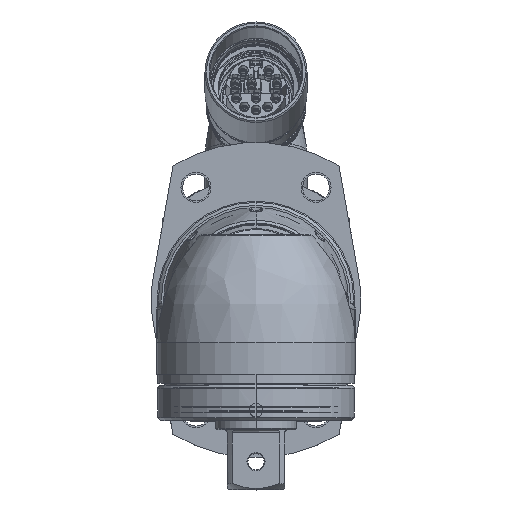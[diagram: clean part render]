
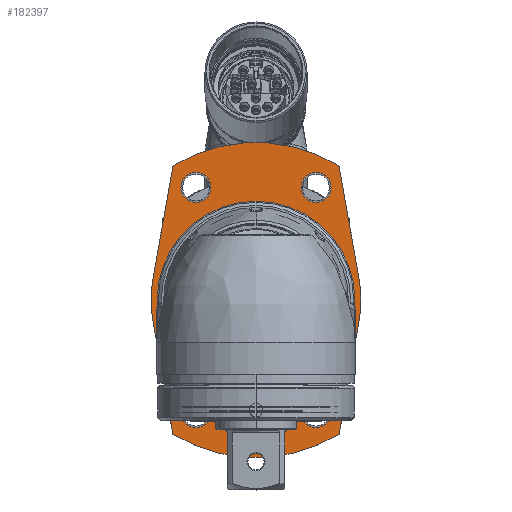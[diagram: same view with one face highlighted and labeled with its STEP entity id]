
A CAD part, top view. The second image highlights one B-rep face of the part: STEP entity #182397.
In plain terms, the highlighted face is planar.
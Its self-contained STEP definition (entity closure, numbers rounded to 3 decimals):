
#169868=DIRECTION('',(0.174,-0.985,0.));
#169869=VECTOR('',#169868,39.131);
#169870=CARTESIAN_POINT('',(-34.468,-6.078,-46.5));
#169871=LINE('',#169870,#169869);
#169875=CARTESIAN_POINT('',(0.,0.,-46.5));
#169876=DIRECTION('',(0.,0.,1.));
#169877=DIRECTION('',(-0.527,-0.85,0.));
#169878=AXIS2_PLACEMENT_3D('',#169875,#169876,#169877);
#169883=DIRECTION('',(0.174,0.985,0.));
#169884=VECTOR('',#169883,39.131);
#169885=CARTESIAN_POINT('',(27.673,-44.614,-46.5));
#169886=LINE('',#169885,#169884);
#169890=CARTESIAN_POINT('',(0.,0.,-46.5));
#169891=DIRECTION('',(0.,0.,1.));
#169892=DIRECTION('',(0.985,-0.174,0.));
#169893=AXIS2_PLACEMENT_3D('',#169890,#169891,#169892);
#169898=DIRECTION('',(-0.174,0.985,0.));
#169899=VECTOR('',#169898,39.131);
#169900=CARTESIAN_POINT('',(34.468,6.078,-46.5));
#169901=LINE('',#169900,#169899);
#169905=CARTESIAN_POINT('',(0.,0.,-46.5));
#169906=DIRECTION('',(0.,0.,1.));
#169907=DIRECTION('',(0.527,0.85,0.));
#169908=AXIS2_PLACEMENT_3D('',#169905,#169906,#169907);
#169913=DIRECTION('',(-0.174,-0.985,0.));
#169914=VECTOR('',#169913,39.131);
#169915=CARTESIAN_POINT('',(-27.673,44.614,-46.5));
#169916=LINE('',#169915,#169914);
#169920=CARTESIAN_POINT('',(0.,0.,-46.5));
#169921=DIRECTION('',(0.,0.,1.));
#169922=DIRECTION('',(-0.985,0.174,0.));
#169923=AXIS2_PLACEMENT_3D('',#169920,#169921,#169922);
#169928=CARTESIAN_POINT('',(20.,37.5,-46.5));
#169929=DIRECTION('',(0.,0.,-1.));
#169930=DIRECTION('',(-1.,0.,0.));
#169931=AXIS2_PLACEMENT_3D('',#169928,#169929,#169930);
#169936=CARTESIAN_POINT('',(20.,37.5,-46.5));
#169937=DIRECTION('',(0.,0.,-1.));
#169938=DIRECTION('',(1.,0.,0.));
#169939=AXIS2_PLACEMENT_3D('',#169936,#169937,#169938);
#169944=CARTESIAN_POINT('',(-20.,37.5,-46.5));
#169945=DIRECTION('',(0.,0.,-1.));
#169946=DIRECTION('',(-1.,0.,0.));
#169947=AXIS2_PLACEMENT_3D('',#169944,#169945,#169946);
#169952=CARTESIAN_POINT('',(-20.,37.5,-46.5));
#169953=DIRECTION('',(0.,0.,-1.));
#169954=DIRECTION('',(1.,0.,0.));
#169955=AXIS2_PLACEMENT_3D('',#169952,#169953,#169954);
#169960=CARTESIAN_POINT('',(20.,-37.5,-46.5));
#169961=DIRECTION('',(0.,0.,-1.));
#169962=DIRECTION('',(-1.,0.,0.));
#169963=AXIS2_PLACEMENT_3D('',#169960,#169961,#169962);
#169968=CARTESIAN_POINT('',(20.,-37.5,-46.5));
#169969=DIRECTION('',(0.,0.,-1.));
#169970=DIRECTION('',(1.,0.,0.));
#169971=AXIS2_PLACEMENT_3D('',#169968,#169969,#169970);
#169976=CARTESIAN_POINT('',(-20.,-37.5,-46.5));
#169977=DIRECTION('',(0.,0.,-1.));
#169978=DIRECTION('',(-1.,0.,0.));
#169979=AXIS2_PLACEMENT_3D('',#169976,#169977,#169978);
#169984=CARTESIAN_POINT('',(-20.,-37.5,-46.5));
#169985=DIRECTION('',(0.,0.,-1.));
#169986=DIRECTION('',(1.,0.,0.));
#169987=AXIS2_PLACEMENT_3D('',#169984,#169985,#169986);
#169992=CARTESIAN_POINT('',(0.,0.,-46.5));
#169993=DIRECTION('',(0.,0.,-1.));
#169994=DIRECTION('',(0.,-1.,0.));
#169995=AXIS2_PLACEMENT_3D('',#169992,#169993,#169994);
#170000=CARTESIAN_POINT('',(0.,0.,-46.5));
#170001=DIRECTION('',(0.,0.,-1.));
#170002=DIRECTION('',(0.,1.,0.));
#170003=AXIS2_PLACEMENT_3D('',#170000,#170001,#170002);
#172443=CARTESIAN_POINT('',(-34.468,-6.078,-46.5));
#172444=CARTESIAN_POINT('',(-27.673,-44.614,-46.5));
#172445=VERTEX_POINT('',#172443);
#172446=VERTEX_POINT('',#172444);
#172447=CARTESIAN_POINT('',(27.673,-44.614,-46.5));
#172448=VERTEX_POINT('',#172447);
#172449=CARTESIAN_POINT('',(34.468,-6.078,-46.5));
#172450=VERTEX_POINT('',#172449);
#172451=CARTESIAN_POINT('',(34.468,6.078,-46.5));
#172452=VERTEX_POINT('',#172451);
#172453=CARTESIAN_POINT('',(27.673,44.614,-46.5));
#172454=VERTEX_POINT('',#172453);
#172455=CARTESIAN_POINT('',(-27.673,44.614,-46.5));
#172456=VERTEX_POINT('',#172455);
#172457=CARTESIAN_POINT('',(-34.468,6.078,-46.5));
#172458=VERTEX_POINT('',#172457);
#172489=CARTESIAN_POINT('',(15.542,37.5,-46.5));
#172490=CARTESIAN_POINT('',(24.459,37.5,-46.5));
#172491=VERTEX_POINT('',#172489);
#172492=VERTEX_POINT('',#172490);
#172541=CARTESIAN_POINT('',(0.,-32.9,-46.5));
#172542=CARTESIAN_POINT('',(0.,32.9,-46.5));
#172543=VERTEX_POINT('',#172541);
#172544=VERTEX_POINT('',#172542);
#172602=CARTESIAN_POINT('',(-24.459,37.5,-46.5));
#172603=CARTESIAN_POINT('',(-15.542,37.5,-46.5));
#172604=VERTEX_POINT('',#172602);
#172605=VERTEX_POINT('',#172603);
#172610=CARTESIAN_POINT('',(15.542,-37.5,-46.5));
#172611=CARTESIAN_POINT('',(24.459,-37.5,-46.5));
#172612=VERTEX_POINT('',#172610);
#172613=VERTEX_POINT('',#172611);
#172618=CARTESIAN_POINT('',(-24.459,-37.5,-46.5));
#172619=CARTESIAN_POINT('',(-15.542,-37.5,-46.5));
#172620=VERTEX_POINT('',#172618);
#172621=VERTEX_POINT('',#172619);
#182345=CARTESIAN_POINT('',(0.,0.,-46.5));
#182346=DIRECTION('',(0.,0.,1.));
#182347=DIRECTION('',(0.,1.,0.));
#182348=AXIS2_PLACEMENT_3D('',#182345,#182346,#182347);
#182349=PLANE('',#182348);
#182351=ORIENTED_EDGE('',*,*,#182350,.T.);
#182353=ORIENTED_EDGE('',*,*,#182352,.T.);
#182355=ORIENTED_EDGE('',*,*,#182354,.T.);
#182357=ORIENTED_EDGE('',*,*,#182356,.T.);
#182359=ORIENTED_EDGE('',*,*,#182358,.T.);
#182361=ORIENTED_EDGE('',*,*,#182360,.T.);
#182363=ORIENTED_EDGE('',*,*,#182362,.T.);
#182365=ORIENTED_EDGE('',*,*,#182364,.T.);
#182366=EDGE_LOOP('',(#182351,#182353,#182355,#182357,#182359,#182361,#182363,
#182365));
#182367=FACE_OUTER_BOUND('',#182366,.F.);
#182369=ORIENTED_EDGE('',*,*,#182368,.T.);
#182371=ORIENTED_EDGE('',*,*,#182370,.T.);
#182372=EDGE_LOOP('',(#182369,#182371));
#182373=FACE_BOUND('',#182372,.F.);
#182375=ORIENTED_EDGE('',*,*,#182374,.T.);
#182377=ORIENTED_EDGE('',*,*,#182376,.T.);
#182378=EDGE_LOOP('',(#182375,#182377));
#182379=FACE_BOUND('',#182378,.F.);
#182381=ORIENTED_EDGE('',*,*,#182380,.T.);
#182383=ORIENTED_EDGE('',*,*,#182382,.T.);
#182384=EDGE_LOOP('',(#182381,#182383));
#182385=FACE_BOUND('',#182384,.F.);
#182387=ORIENTED_EDGE('',*,*,#182386,.T.);
#182389=ORIENTED_EDGE('',*,*,#182388,.T.);
#182390=EDGE_LOOP('',(#182387,#182389));
#182391=FACE_BOUND('',#182390,.F.);
#182392=ORIENTED_EDGE('',*,*,#182335,.T.);
#182394=ORIENTED_EDGE('',*,*,#182393,.T.);
#182395=EDGE_LOOP('',(#182392,#182394));
#182396=FACE_BOUND('',#182395,.F.);
#169879=CIRCLE('',#169878,52.5);
#169894=CIRCLE('',#169893,35.);
#169909=CIRCLE('',#169908,52.5);
#169924=CIRCLE('',#169923,35.);
#169932=CIRCLE('',#169931,4.459);
#169940=CIRCLE('',#169939,4.459);
#169948=CIRCLE('',#169947,4.459);
#169956=CIRCLE('',#169955,4.459);
#169964=CIRCLE('',#169963,4.459);
#169972=CIRCLE('',#169971,4.459);
#169980=CIRCLE('',#169979,4.459);
#169988=CIRCLE('',#169987,4.459);
#169996=CIRCLE('',#169995,32.9);
#170004=CIRCLE('',#170003,32.9);
#182335=EDGE_CURVE('',#172543,#172544,#169996,.T.);
#182350=EDGE_CURVE('',#172445,#172446,#169871,.T.);
#182352=EDGE_CURVE('',#172446,#172448,#169879,.T.);
#182354=EDGE_CURVE('',#172448,#172450,#169886,.T.);
#182356=EDGE_CURVE('',#172450,#172452,#169894,.T.);
#182358=EDGE_CURVE('',#172452,#172454,#169901,.T.);
#182360=EDGE_CURVE('',#172454,#172456,#169909,.T.);
#182362=EDGE_CURVE('',#172456,#172458,#169916,.T.);
#182364=EDGE_CURVE('',#172458,#172445,#169924,.T.);
#182368=EDGE_CURVE('',#172491,#172492,#169932,.T.);
#182370=EDGE_CURVE('',#172492,#172491,#169940,.T.);
#182374=EDGE_CURVE('',#172604,#172605,#169948,.T.);
#182376=EDGE_CURVE('',#172605,#172604,#169956,.T.);
#182380=EDGE_CURVE('',#172612,#172613,#169964,.T.);
#182382=EDGE_CURVE('',#172613,#172612,#169972,.T.);
#182386=EDGE_CURVE('',#172620,#172621,#169980,.T.);
#182388=EDGE_CURVE('',#172621,#172620,#169988,.T.);
#182393=EDGE_CURVE('',#172544,#172543,#170004,.T.);
#182397=ADVANCED_FACE('',(#182367,#182373,#182379,#182385,#182391,#182396),
#182349,.F.);
